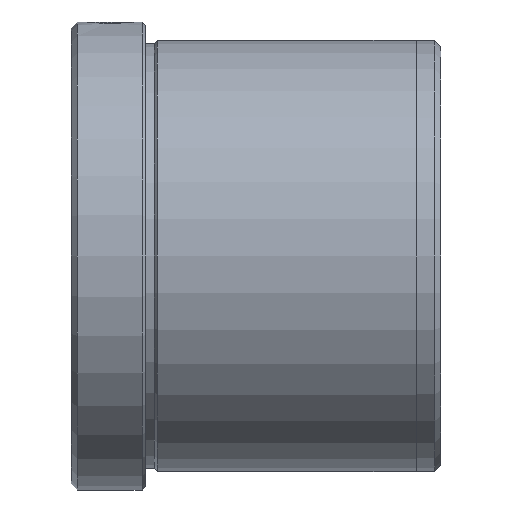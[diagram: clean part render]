
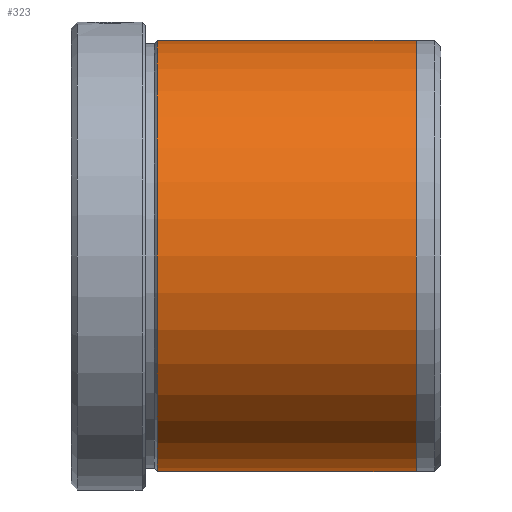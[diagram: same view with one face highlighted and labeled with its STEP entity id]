
A CAD part, left-side view. The second image highlights one B-rep face of the part: STEP entity #323.
In plain terms, the highlighted cylindrical face has radius 35 mm (diameter 70 mm), a partial arc.
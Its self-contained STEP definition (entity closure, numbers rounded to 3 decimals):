
#10 = EDGE_CURVE ( 'NONE', #601, #1089, #98, .T. ) ;
#98 = CIRCLE ( 'NONE', #1207, 35. ) ;
#118 = CARTESIAN_POINT ( 'NONE',  ( 0., -14., -35. ) ) ;
#133 = DIRECTION ( 'NONE',  ( 0., 1., 0. ) ) ;
#137 = CARTESIAN_POINT ( 'NONE',  ( 0., 0., 35. ) ) ;
#162 = CARTESIAN_POINT ( 'NONE',  ( 0., 0., 0. ) ) ;
#205 = DIRECTION ( 'NONE',  ( 0., 1., 0. ) ) ;
#237 = CARTESIAN_POINT ( 'NONE',  ( 0., -14., 0. ) ) ;
#243 = DIRECTION ( 'NONE',  ( 0., 0., -1. ) ) ;
#248 = CARTESIAN_POINT ( 'NONE',  ( 0., -56., 0. ) ) ;
#259 = DIRECTION ( 'NONE',  ( 0., 0., 1. ) ) ;
#278 = DIRECTION ( 'NONE',  ( 0., -1., 0. ) ) ;
#314 = EDGE_CURVE ( 'NONE', #601, #1010, #722, .T. ) ;
#322 = VERTEX_POINT ( 'NONE', #118 ) ;
#323 = ADVANCED_FACE ( 'NONE', ( #1778 ), #1737, .T. ) ;
#331 = DIRECTION ( 'NONE',  ( 0., 1., 0. ) ) ;
#399 = EDGE_LOOP ( 'NONE', ( #1021, #779, #1581, #1031 ) ) ;
#601 = VERTEX_POINT ( 'NONE', #1003 ) ;
#632 = DIRECTION ( 'NONE',  ( 0., 1., 0. ) ) ;
#641 = CIRCLE ( 'NONE', #1476, 35. ) ;
#649 = EDGE_CURVE ( 'NONE', #1089, #322, #881, .T. ) ;
#722 = LINE ( 'NONE', #137, #1409 ) ;
#764 = DIRECTION ( 'NONE',  ( 0., 0., 1. ) ) ;
#779 = ORIENTED_EDGE ( 'NONE', *, *, #10, .F. ) ;
#879 = CARTESIAN_POINT ( 'NONE',  ( 0., -14., 35. ) ) ;
#881 = LINE ( 'NONE', #1024, #1238 ) ;
#1003 = CARTESIAN_POINT ( 'NONE',  ( 0., -56., 35. ) ) ;
#1010 = VERTEX_POINT ( 'NONE', #879 ) ;
#1021 = ORIENTED_EDGE ( 'NONE', *, *, #649, .F. ) ;
#1024 = CARTESIAN_POINT ( 'NONE',  ( 0., 0., -35. ) ) ;
#1031 = ORIENTED_EDGE ( 'NONE', *, *, #1432, .F. ) ;
#1089 = VERTEX_POINT ( 'NONE', #1448 ) ;
#1207 = AXIS2_PLACEMENT_3D ( 'NONE', #248, #278, #243 ) ;
#1238 = VECTOR ( 'NONE', #205, 1000. ) ;
#1359 = AXIS2_PLACEMENT_3D ( 'NONE', #162, #331, #259 ) ;
#1409 = VECTOR ( 'NONE', #133, 1000. ) ;
#1432 = EDGE_CURVE ( 'NONE', #322, #1010, #641, .T. ) ;
#1448 = CARTESIAN_POINT ( 'NONE',  ( 0., -56., -35. ) ) ;
#1476 = AXIS2_PLACEMENT_3D ( 'NONE', #237, #632, #764 ) ;
#1581 = ORIENTED_EDGE ( 'NONE', *, *, #314, .T. ) ;
#1737 = CYLINDRICAL_SURFACE ( 'NONE', #1359, 35. ) ;
#1778 = FACE_OUTER_BOUND ( 'NONE', #399, .T. ) ;
